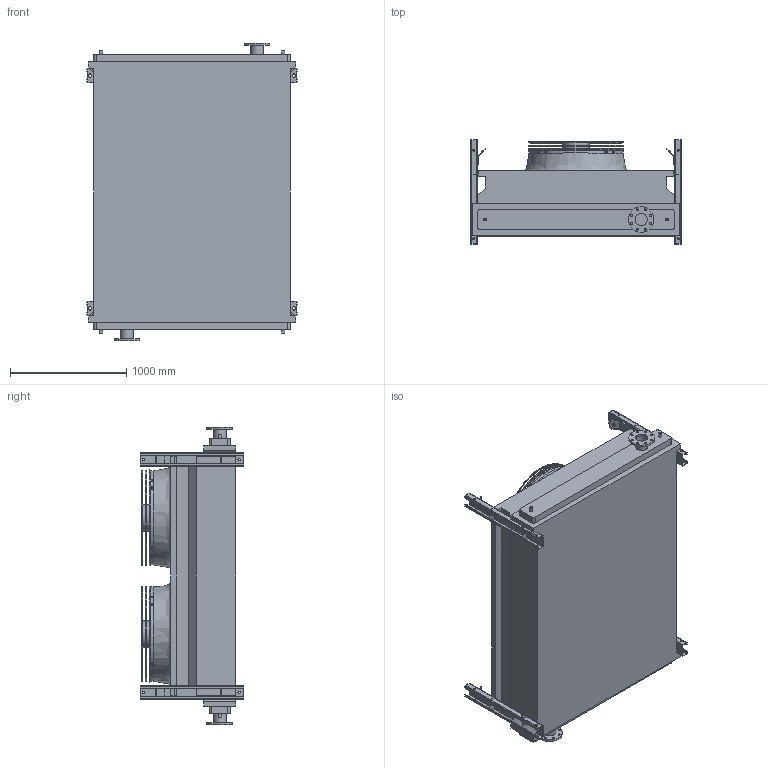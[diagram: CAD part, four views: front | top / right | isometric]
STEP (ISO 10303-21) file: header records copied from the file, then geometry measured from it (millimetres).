
FILE_DESCRIPTION (( 'STEP AP203' ), '1' );
FILE_NAME ('BOAM_02C_V_OS.STEP', '2017-03-30T07:09:47', ( 'Alfa Laval' ), ( 'Alfa Laval' ), 'SwSTEP 2.0', 'SolidWorks 2016', '' );
FILE_SCHEMA (( 'CONFIG_CONTROL_DESIGN' ));
Length unit declared in the file: millimetre
Products named in the file (4): BOFA_LIGHT_�800; BOAM_02C_V_OS; BOA_LIGHT_BOCF_42T_C_2M_OS; BOFE_HV_LIGHT_BOM2C
Assembly tree (4 placements, depth 2):
  BOAM_02C_V_OS
    BOA_LIGHT_BOCF_42T_C_2M_OS
    BOFE_HV_LIGHT_BOM2C
    BOFA_LIGHT_�800  x2
Bounding box: 1806 x 893 x 2560 mm (x, y, z)
Volume: 2236991110.4 mm3; surface area: 18389943.4 mm2
Topology: 43 solids, 45 shells, 728 faces, 1822 edges, 1208 vertices
Faces by surface type: plane 350, cylinder 254, torus 110, cone 12, bspline 2
Full cylindrical faces by diameter (mm): 14 x24, 18 x16, 20 x8, 25 x4, 28 x12, 103 x2, 108 x2, 220 x2, 228 x2, 236 x2, 262.56 x2, 276 x2, 308 x2, 328 x2, 405 x2, 425 x2, 502 x2, 522 x2, 599 x2, 619 x2, 696 x2, 716 x2, 793 x2, 812 x2
Entity records: 18760 total; most frequent: CARTESIAN_POINT 4953, DIRECTION 2857, ORIENTED_EDGE 2534, EDGE_CURVE 1267, AXIS2_PLACEMENT_3D 1092, VERTEX_POINT 891, EDGE_LOOP 826, VECTOR 673
